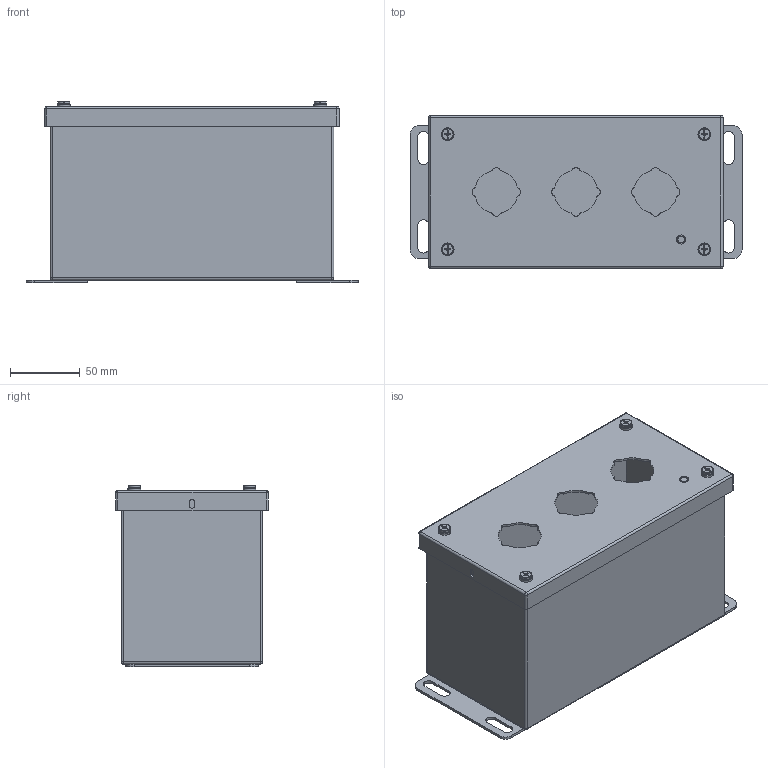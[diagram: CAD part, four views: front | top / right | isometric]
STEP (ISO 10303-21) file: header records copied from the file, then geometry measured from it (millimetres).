
FILE_DESCRIPTION (( 'STEP AP214' ), '1' );
FILE_NAME ('SCE-3PBX-RAL1018.STEP', '2021-08-07T18:36:31', ( '' ), ( '' ), 'SwSTEP 2.0', 'SolidWorks 2021', '' );
FILE_SCHEMA (( 'AUTOMOTIVE_DESIGN' ));
Length unit declared in the file: inch
Products named in the file (1): SCE-3PBX-RAL1018
Bounding box: 238.12 x 109.73 x 130.14 mm (x, y, z)
Volume: 218812.7 mm3; surface area: 286433.1 mm2
Topology: 19 solids, 19 shells, 583 faces, 1476 edges, 864 vertices
Faces by surface type: plane 209, cylinder 204, bspline 128, sphere 24, cone 18
Full cylindrical faces by diameter (mm): 3.708 x4, 4.775 x5, 4.826 x5, 5.588 x4, 6.35 x4, 6.502 x1, 6.604 x4, 6.756 x4, 6.858 x4, 7.112 x1, 7.417 x8, 8.052 x4, 8.484 x4, 8.636 x4, 9.195 x4, 11.092 x4
Entity records: 27517 total; most frequent: CARTESIAN_POINT 7454, DIRECTION 2422, ORIENTED_EDGE 2416, EDGE_CURVE 1208, AXIS2_PLACEMENT_3D 934, VERTEX_POINT 806, EDGE_LOOP 762, FACE_OUTER_BOUND 679
